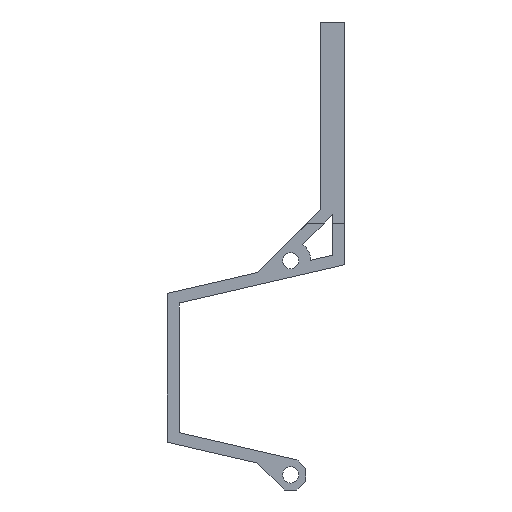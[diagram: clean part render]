
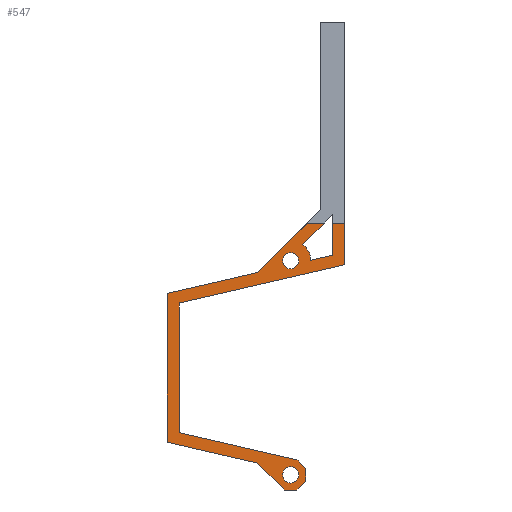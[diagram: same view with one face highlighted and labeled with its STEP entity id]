
A CAD part, front view. The second image highlights one B-rep face of the part: STEP entity #547.
In plain terms, the highlighted planar face has unit normal (0, -1, 0).
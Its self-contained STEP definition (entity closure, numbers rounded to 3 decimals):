
#18=FACE_BOUND('',#84,.T.);
#19=FACE_BOUND('',#85,.T.);
#21=CIRCLE('',#569,6.7);
#23=CIRCLE('',#573,2.7);
#25=CIRCLE('',#576,2.7);
#54=FACE_OUTER_BOUND('',#83,.T.);
#83=EDGE_LOOP('',(#478,#479,#480,#481,#482,#483,#484,#485,#486,#487,#488,
#489,#490,#491,#492,#493,#494,#495,#496));
#84=EDGE_LOOP('',(#497));
#85=EDGE_LOOP('',(#498));
#86=LINE('',#733,#155);
#90=LINE('',#742,#159);
#102=LINE('',#765,#171);
#106=LINE('',#772,#175);
#109=LINE('',#781,#178);
#112=LINE('',#797,#181);
#116=LINE('',#805,#185);
#119=LINE('',#811,#188);
#122=LINE('',#817,#191);
#125=LINE('',#823,#194);
#128=LINE('',#829,#197);
#131=LINE('',#835,#200);
#134=LINE('',#841,#203);
#137=LINE('',#847,#206);
#140=LINE('',#853,#209);
#143=LINE('',#859,#212);
#146=LINE('',#864,#215);
#153=LINE('',#877,#222);
#155=VECTOR('',#598,10.);
#159=VECTOR('',#604,10.);
#171=VECTOR('',#620,10.);
#175=VECTOR('',#626,10.);
#178=VECTOR('',#637,10.);
#181=VECTOR('',#654,10.);
#185=VECTOR('',#660,10.);
#188=VECTOR('',#665,10.);
#191=VECTOR('',#670,10.);
#194=VECTOR('',#675,10.);
#197=VECTOR('',#680,10.);
#200=VECTOR('',#685,10.);
#203=VECTOR('',#690,10.);
#206=VECTOR('',#695,10.);
#209=VECTOR('',#700,10.);
#212=VECTOR('',#705,10.);
#215=VECTOR('',#710,10.);
#222=VECTOR('',#723,10.);
#224=VERTEX_POINT('',#731);
#225=VERTEX_POINT('',#732);
#228=VERTEX_POINT('',#740);
#229=VERTEX_POINT('',#741);
#238=VERTEX_POINT('',#763);
#240=VERTEX_POINT('',#770);
#242=VERTEX_POINT('',#776);
#244=VERTEX_POINT('',#785);
#246=VERTEX_POINT('',#791);
#247=VERTEX_POINT('',#795);
#248=VERTEX_POINT('',#796);
#251=VERTEX_POINT('',#804);
#253=VERTEX_POINT('',#810);
#255=VERTEX_POINT('',#816);
#257=VERTEX_POINT('',#822);
#259=VERTEX_POINT('',#828);
#261=VERTEX_POINT('',#834);
#263=VERTEX_POINT('',#840);
#265=VERTEX_POINT('',#846);
#267=VERTEX_POINT('',#852);
#269=VERTEX_POINT('',#858);
#274=EDGE_CURVE('',#224,#225,#86,.T.);
#278=EDGE_CURVE('',#228,#229,#90,.T.);
#290=EDGE_CURVE('',#225,#238,#102,.T.);
#294=EDGE_CURVE('',#238,#240,#106,.T.);
#297=EDGE_CURVE('',#240,#242,#21,.T.);
#299=EDGE_CURVE('',#242,#228,#109,.T.);
#302=EDGE_CURVE('',#244,#244,#23,.T.);
#305=EDGE_CURVE('',#246,#246,#25,.T.);
#306=EDGE_CURVE('',#247,#248,#112,.T.);
#310=EDGE_CURVE('',#247,#251,#116,.T.);
#313=EDGE_CURVE('',#251,#253,#119,.T.);
#316=EDGE_CURVE('',#255,#253,#122,.T.);
#319=EDGE_CURVE('',#257,#255,#125,.T.);
#322=EDGE_CURVE('',#259,#257,#128,.T.);
#325=EDGE_CURVE('',#261,#259,#131,.T.);
#328=EDGE_CURVE('',#263,#261,#134,.T.);
#331=EDGE_CURVE('',#265,#263,#137,.T.);
#334=EDGE_CURVE('',#267,#265,#140,.T.);
#337=EDGE_CURVE('',#267,#269,#143,.T.);
#340=EDGE_CURVE('',#224,#269,#146,.T.);
#347=EDGE_CURVE('',#248,#229,#153,.T.);
#478=ORIENTED_EDGE('',*,*,#274,.T.);
#479=ORIENTED_EDGE('',*,*,#290,.T.);
#480=ORIENTED_EDGE('',*,*,#294,.T.);
#481=ORIENTED_EDGE('',*,*,#297,.T.);
#482=ORIENTED_EDGE('',*,*,#299,.T.);
#483=ORIENTED_EDGE('',*,*,#278,.T.);
#484=ORIENTED_EDGE('',*,*,#347,.F.);
#485=ORIENTED_EDGE('',*,*,#306,.F.);
#486=ORIENTED_EDGE('',*,*,#310,.T.);
#487=ORIENTED_EDGE('',*,*,#313,.T.);
#488=ORIENTED_EDGE('',*,*,#316,.F.);
#489=ORIENTED_EDGE('',*,*,#319,.F.);
#490=ORIENTED_EDGE('',*,*,#322,.F.);
#491=ORIENTED_EDGE('',*,*,#325,.F.);
#492=ORIENTED_EDGE('',*,*,#328,.F.);
#493=ORIENTED_EDGE('',*,*,#331,.F.);
#494=ORIENTED_EDGE('',*,*,#334,.F.);
#495=ORIENTED_EDGE('',*,*,#337,.T.);
#496=ORIENTED_EDGE('',*,*,#340,.F.);
#497=ORIENTED_EDGE('',*,*,#305,.F.);
#498=ORIENTED_EDGE('',*,*,#302,.F.);
#521=PLANE('',#593);
#547=ADVANCED_FACE('',(#54,#18,#19),#521,.F.);
#569=AXIS2_PLACEMENT_3D('',#778,#632,#633);
#573=AXIS2_PLACEMENT_3D('',#787,#643,#644);
#576=AXIS2_PLACEMENT_3D('',#793,#650,#651);
#593=AXIS2_PLACEMENT_3D('',#880,#727,#728);
#598=DIRECTION('',(-1.,0.,0.));
#604=DIRECTION('',(-1.,0.,0.));
#620=DIRECTION('',(0.,0.,-1.));
#626=DIRECTION('',(-0.974,0.,-0.224));
#632=DIRECTION('center_axis',(0.,-1.,0.));
#633=DIRECTION('ref_axis',(-1.,0.,0.));
#637=DIRECTION('',(0.707,0.,0.707));
#643=DIRECTION('center_axis',(0.,-1.,0.));
#644=DIRECTION('ref_axis',(1.,0.,0.));
#650=DIRECTION('center_axis',(0.,-1.,0.));
#651=DIRECTION('ref_axis',(1.,0.,0.));
#654=DIRECTION('',(0.974,0.,0.224));
#660=DIRECTION('',(0.,0.,-1.));
#665=DIRECTION('',(0.974,0.,-0.224));
#670=DIRECTION('',(-0.707,0.,0.707));
#675=DIRECTION('',(-1.,0.,0.));
#680=DIRECTION('',(-0.707,0.,-0.707));
#685=DIRECTION('',(0.,0.,-1.));
#690=DIRECTION('',(0.707,0.,-0.707));
#695=DIRECTION('',(0.974,0.,-0.224));
#700=DIRECTION('',(0.,0.,-1.));
#705=DIRECTION('',(0.974,0.,0.224));
#710=DIRECTION('',(0.,0.,-1.));
#723=DIRECTION('',(0.707,0.,0.707));
#727=DIRECTION('center_axis',(0.,1.,0.));
#728=DIRECTION('ref_axis',(1.,0.,0.));
#731=CARTESIAN_POINT('',(18.,0.,83.5));
#732=CARTESIAN_POINT('',(14.,0.,83.5));
#733=CARTESIAN_POINT('',(1.25,0.,83.5));
#740=CARTESIAN_POINT('',(11.086,0.,83.5));
#741=CARTESIAN_POINT('',(5.429,0.,83.5));
#742=CARTESIAN_POINT('',(-3.036,0.,83.5));
#763=CARTESIAN_POINT('',(14.,0.,72.853));
#765=CARTESIAN_POINT('',(14.,0.,72.964));
#770=CARTESIAN_POINT('',(6.698,0.,71.171));
#772=CARTESIAN_POINT('',(-1.734,0.,69.228));
#776=CARTESIAN_POINT('',(3.977,0.,76.392));
#778=CARTESIAN_POINT('Origin',(0.,0.,71.));
#781=CARTESIAN_POINT('',(4.29,0.,76.704));
#785=CARTESIAN_POINT('',(-2.7,0.,0.));
#787=CARTESIAN_POINT('Origin',(0.,0.,0.));
#791=CARTESIAN_POINT('',(-2.7,0.,71.));
#793=CARTESIAN_POINT('Origin',(0.,0.,71.));
#795=CARTESIAN_POINT('',(-41.,0.,60.183));
#796=CARTESIAN_POINT('',(-10.97,0.,67.101));
#797=CARTESIAN_POINT('',(-41.,0.,60.183));
#804=CARTESIAN_POINT('',(-41.,0.,10.817));
#805=CARTESIAN_POINT('',(-41.,0.,60.183));
#810=CARTESIAN_POINT('',(-10.97,0.,3.899));
#811=CARTESIAN_POINT('',(-41.,0.,10.817));
#816=CARTESIAN_POINT('',(-2.071,0.,-5.));
#817=CARTESIAN_POINT('',(-2.071,0.,-5.));
#822=CARTESIAN_POINT('',(2.071,0.,-5.));
#823=CARTESIAN_POINT('',(2.071,0.,-5.));
#828=CARTESIAN_POINT('',(5.,0.,-2.071));
#829=CARTESIAN_POINT('',(5.,0.,-2.071));
#834=CARTESIAN_POINT('',(5.,0.,2.071));
#835=CARTESIAN_POINT('',(5.,0.,2.071));
#840=CARTESIAN_POINT('',(2.071,0.,5.));
#841=CARTESIAN_POINT('',(2.071,0.,5.));
#846=CARTESIAN_POINT('',(-37.,0.,14.));
#847=CARTESIAN_POINT('',(-37.,0.,14.));
#852=CARTESIAN_POINT('',(-37.,0.,57.));
#853=CARTESIAN_POINT('',(-37.,0.,57.));
#858=CARTESIAN_POINT('',(18.,0.,69.669));
#859=CARTESIAN_POINT('',(2.071,0.,66.));
#864=CARTESIAN_POINT('',(18.,0.,151.15));
#877=CARTESIAN_POINT('',(-5.,0.,73.071));
#880=CARTESIAN_POINT('Origin',(-11.5,0.,73.075));
